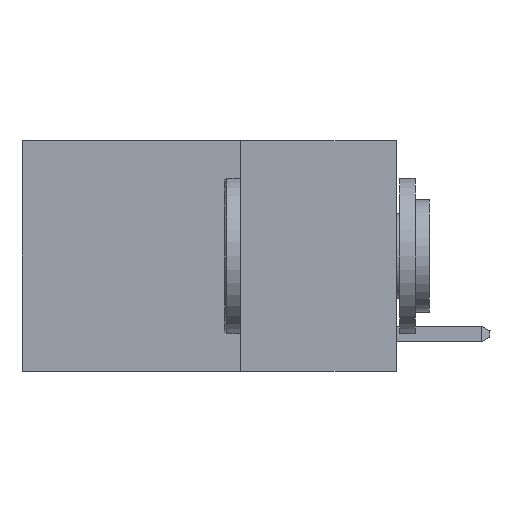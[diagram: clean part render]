
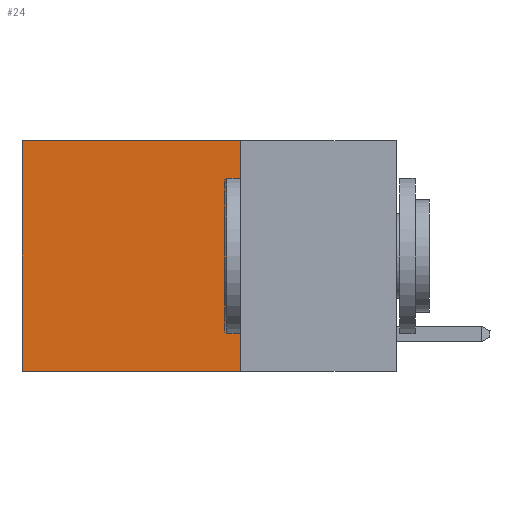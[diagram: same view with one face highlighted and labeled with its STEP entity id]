
A CAD part, left-side view. The second image highlights one B-rep face of the part: STEP entity #24.
In plain terms, the highlighted planar face has unit normal (-1, 0, 0).
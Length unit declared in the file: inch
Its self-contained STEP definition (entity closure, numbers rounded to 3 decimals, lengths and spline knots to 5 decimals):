
#23 = ORIENTED_EDGE ( 'NONE', *, *, #13716, .F. ) ;
#24 = ADVANCED_FACE ( 'NONE', ( #5253 ), #12728, .F. ) ;
#1110 = ORIENTED_EDGE ( 'NONE', *, *, #13698, .F. ) ;
#1630 = ORIENTED_EDGE ( 'NONE', *, *, #13367, .T. ) ;
#3253 = VECTOR ( 'NONE', #4531, 39.37008 ) ;
#4139 = DIRECTION ( 'NONE',  ( 0., 0., -1. ) ) ;
#4210 = CARTESIAN_POINT ( 'NONE',  ( 0.2625, 0.6, -0.37 ) ) ;
#4499 = VERTEX_POINT ( 'NONE', #6995 ) ;
#4531 = DIRECTION ( 'NONE',  ( 0., 0., -1. ) ) ;
#5126 = CARTESIAN_POINT ( 'NONE',  ( 0.2625, 0.25, 0. ) ) ;
#5253 = FACE_OUTER_BOUND ( 'NONE', #12071, .T. ) ;
#5395 = LINE ( 'NONE', #13807, #6835 ) ;
#6421 = DIRECTION ( 'NONE',  ( 0., 0., -1. ) ) ;
#6641 = DIRECTION ( 'NONE',  ( 0., 1., 0. ) ) ;
#6835 = VECTOR ( 'NONE', #6641, 39.37008 ) ;
#6995 = CARTESIAN_POINT ( 'NONE',  ( 0.2625, 0.6, 0. ) ) ;
#7965 = AXIS2_PLACEMENT_3D ( 'NONE', #8931, #13817, #6421 ) ;
#8750 = EDGE_CURVE ( 'NONE', #4499, #12359, #9082, .T. ) ;
#8931 = CARTESIAN_POINT ( 'NONE',  ( 0.2625, 0.25, 0. ) ) ;
#9082 = LINE ( 'NONE', #11482, #3253 ) ;
#9900 = DIRECTION ( 'NONE',  ( 0., 1., 0. ) ) ;
#10020 = CARTESIAN_POINT ( 'NONE',  ( 0.2625, 0.25, 0. ) ) ;
#10870 = VERTEX_POINT ( 'NONE', #12099 ) ;
#10960 = LINE ( 'NONE', #5126, #11631 ) ;
#11384 = VECTOR ( 'NONE', #4139, 39.37008 ) ;
#11482 = CARTESIAN_POINT ( 'NONE',  ( 0.2625, 0.6, 0. ) ) ;
#11631 = VECTOR ( 'NONE', #9900, 39.37008 ) ;
#12071 = EDGE_LOOP ( 'NONE', ( #13945, #1110, #23, #1630 ) ) ;
#12099 = CARTESIAN_POINT ( 'NONE',  ( 0.2625, 0.25, -0.37 ) ) ;
#12359 = VERTEX_POINT ( 'NONE', #4210 ) ;
#12728 = PLANE ( 'NONE',  #7965 ) ;
#13367 = EDGE_CURVE ( 'NONE', #15298, #4499, #10960, .T. ) ;
#13581 = LINE ( 'NONE', #10020, #11384 ) ;
#13698 = EDGE_CURVE ( 'NONE', #10870, #12359, #5395, .T. ) ;
#13716 = EDGE_CURVE ( 'NONE', #15298, #10870, #13581, .T. ) ;
#13807 = CARTESIAN_POINT ( 'NONE',  ( 0.2625, 0.25, -0.37 ) ) ;
#13817 = DIRECTION ( 'NONE',  ( 1., 0., 0. ) ) ;
#13945 = ORIENTED_EDGE ( 'NONE', *, *, #8750, .T. ) ;
#14388 = CARTESIAN_POINT ( 'NONE',  ( 0.2625, 0.25, 0. ) ) ;
#15298 = VERTEX_POINT ( 'NONE', #14388 ) ;
